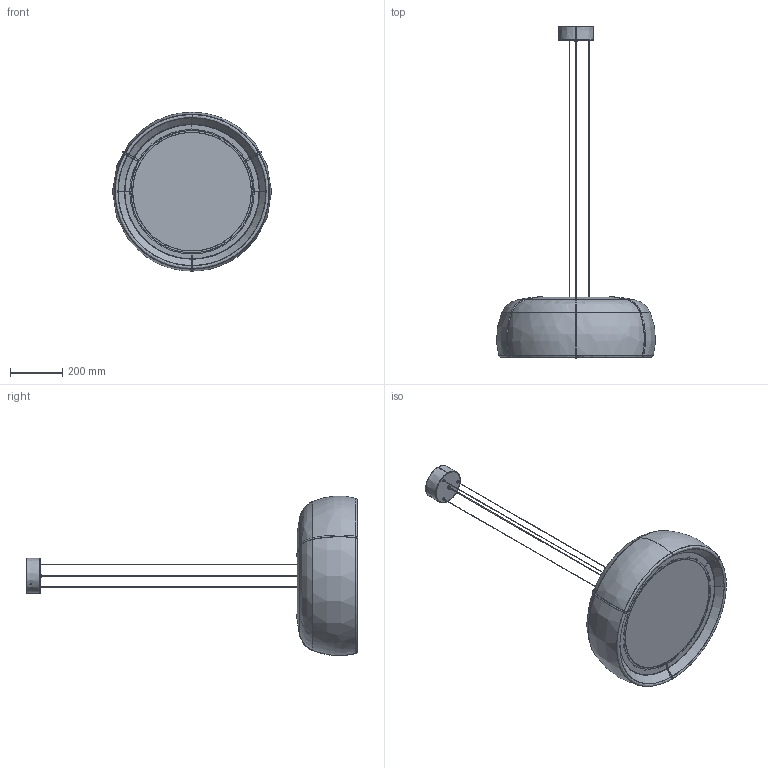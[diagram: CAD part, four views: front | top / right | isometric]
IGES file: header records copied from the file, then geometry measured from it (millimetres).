
Start section: SolidWorks IGES file using analytic representation for surfaces
Global section: file name: GONG_pendant-v5.IGS; native system: SolidWorks 2020; preprocessor: SolidWorks 2020; author: xmuixi; date: 221209.095137; units: millimetre
Bounding box: 611.65 x 1276.25 x 612.96 mm (x, y, z)
Surface area: 2102320.9 mm2 (no closed solid volume)
Topology: 0 solids, 0 shells, 685 faces, 10205 edges, 10208 vertices
Faces by surface type: bspline 405, revolution 280
